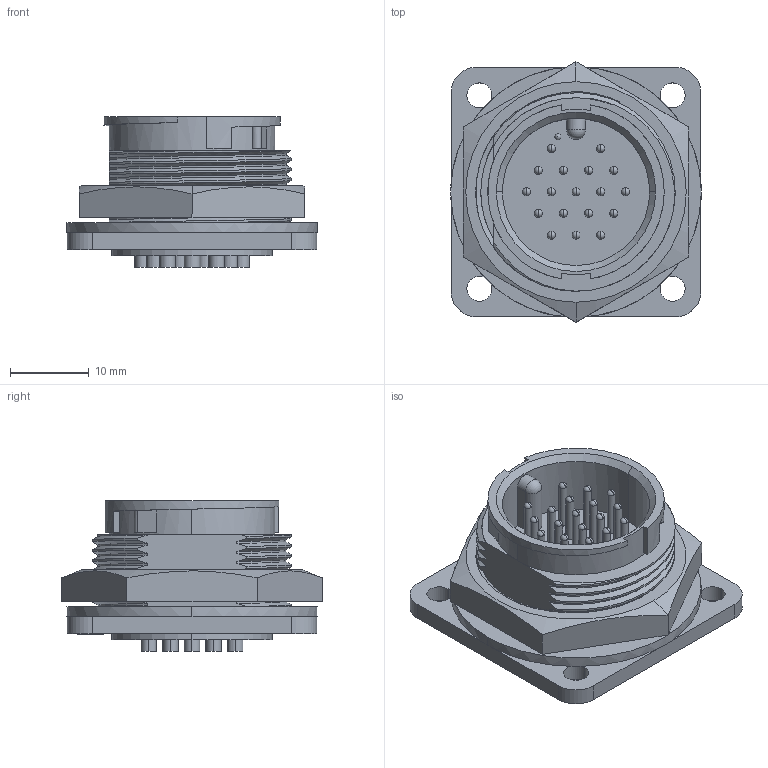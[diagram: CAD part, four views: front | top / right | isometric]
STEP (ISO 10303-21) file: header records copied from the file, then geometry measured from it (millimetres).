
FILE_DESCRIPTION (( 'STEP AP203' ), '1' );
FILE_NAME ('14280-18PG-300^1428X-XXPG-300.STEP', '2012-11-19T15:57:25', ( '21FPBF1' ), ( 'Conxall' ), 'SwSTEP 2.0', 'SolidWorks 2012', '' );
FILE_SCHEMA (( 'CONFIG_CONTROL_DESIGN' ));
Length unit declared in the file: inch
Products named in the file (1): 14280-18PG-300^1428X-XXPG-300
Bounding box: 31.75 x 33 x 19.09 mm (x, y, z)
Volume: 7731.2 mm3; surface area: 6303.2 mm2
Topology: 2 solids, 2 shells, 304 faces, 774 edges, 514 vertices
Faces by surface type: cylinder 134, plane 95, sphere 38, bspline 33, cone 4
Entity records: 15571 total; most frequent: CARTESIAN_POINT 8520, ORIENTED_EDGE 1538, DIRECTION 1337, EDGE_CURVE 769, AXIS2_PLACEMENT_3D 517, VERTEX_POINT 511, EDGE_LOOP 356, ADVANCED_FACE 304
